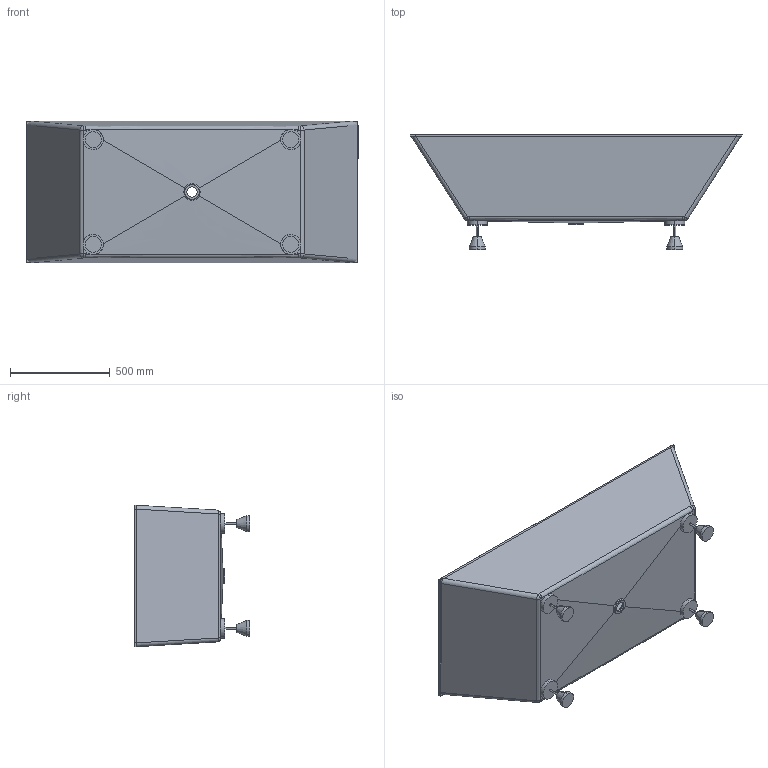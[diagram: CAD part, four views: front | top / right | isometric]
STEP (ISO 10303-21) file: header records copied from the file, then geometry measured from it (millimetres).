
FILE_DESCRIPTION (( 'STEP AP214' ), '1' );
FILE_NAME ('BO-1.STEP', '2018-04-13T11:13:20', ( 'Admin' ), ( '' ), 'SwSTEP 2.0', 'SolidWorks 2017', '' );
FILE_SCHEMA (( 'AUTOMOTIVE_DESIGN' ));
Length unit declared in the file: millimetre
Products named in the file (1): BO-1
Bounding box: 1663.73 x 580 x 710.03 mm (x, y, z)
Volume: 27624454.4 mm3; surface area: 5471947.1 mm2
Topology: 2 solids, 2 shells, 124 faces, 298 edges, 184 vertices
Faces by surface type: bspline 40, cylinder 36, plane 32, cone 8, sphere 8
Entity records: 10283 total; most frequent: CARTESIAN_POINT 7709, ORIENTED_EDGE 592, DIRECTION 410, EDGE_CURVE 296, VERTEX_POINT 184, AXIS2_PLACEMENT_3D 161, EDGE_LOOP 136, B_SPLINE_CURVE_WITH_KNOTS 124
